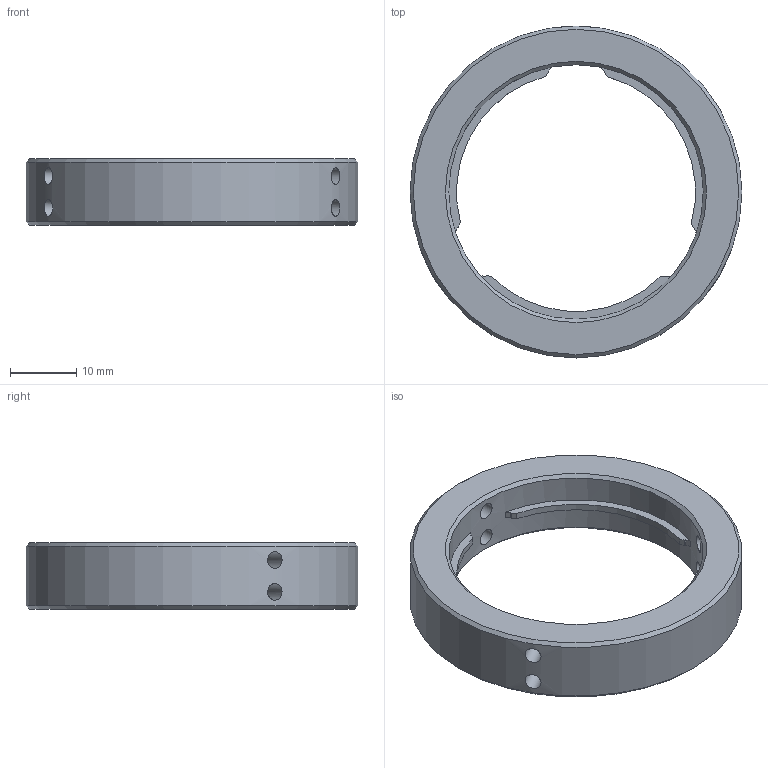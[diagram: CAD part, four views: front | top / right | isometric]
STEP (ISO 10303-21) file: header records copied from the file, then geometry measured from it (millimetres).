
FILE_DESCRIPTION(/* description */ (''),/* implementation_level */ '2;1');
FILE_NAME(/* name */ 'TV_port_flange_cam_adapter v4.step',/* time_stamp */ '2025-06-10T20:23:40+02:00',/* author */ (''),/* organization */ (''),/* preprocessor_version */ 'ST-DEVELOPER v20.1',/* originating_system */ 'Autodesk Translation Framework v14.10.0.0',/* authorisation */ '');
FILE_SCHEMA (('AUTOMOTIVE_DESIGN { 1 0 10303 214 3 1 1 }'));
Length unit declared in the file: millimetre
Products named in the file (1): TV_port_flange_cam_adapter
Bounding box: 50 x 50 x 10 mm (x, y, z)
Volume: 7950.4 mm3; surface area: 4657.5 mm2
Topology: 1 solids, 1 shells, 41 faces, 113 edges, 76 vertices
Faces by surface type: plane 26, cylinder 11, cone 4
Full cylindrical faces by diameter (mm): 2.5 x6, 38.35 x1, 50 x1
Entity records: 1744 total; most frequent: CARTESIAN_POINT 645, ORIENTED_EDGE 226, DIRECTION 201, EDGE_CURVE 113, VERTEX_POINT 76, LINE 73, VECTOR 73, AXIS2_PLACEMENT_3D 64
